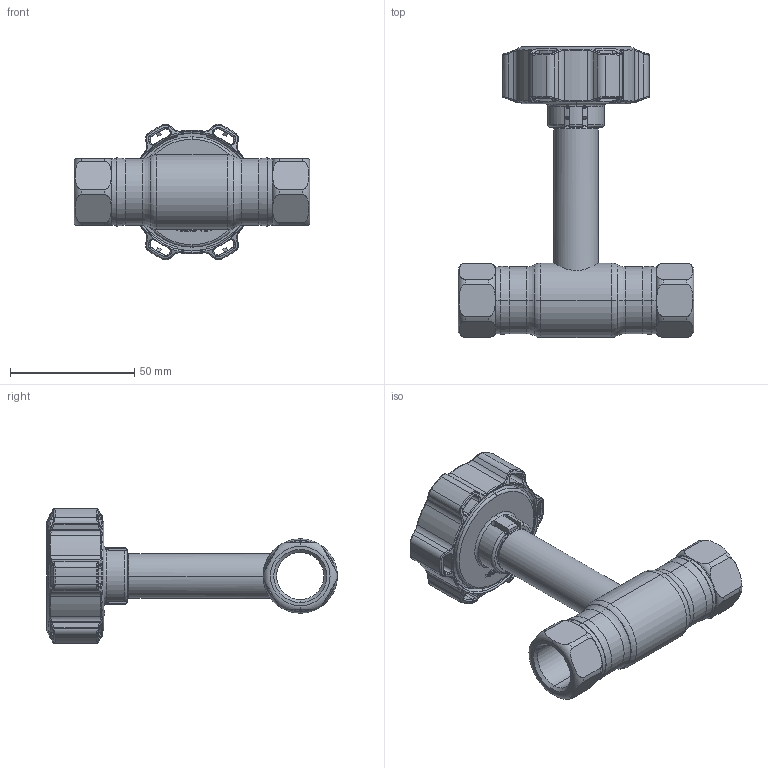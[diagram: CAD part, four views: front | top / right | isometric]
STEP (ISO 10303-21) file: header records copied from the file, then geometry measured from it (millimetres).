
FILE_DESCRIPTION (( 'STEP AP214' ), '1' );
FILE_NAME ('2015002001-0200.step', '2023-12-18T09:55:14', ( '' ), ( '' ), 'SwSTEP 2.0', 'SolidWorks 2021', '' );
FILE_SCHEMA (( 'AUTOMOTIVE_DESIGN' ));
Length unit declared in the file: millimetre
Products named in the file (1): 2015002001-0200
Bounding box: 95 x 117.3 x 54.57 mm (x, y, z)
Surface area: 28785.3 mm2 (no closed solid volume)
Topology: 0 solids, 8 shells, 584 faces, 1626 edges, 1032 vertices
Faces by surface type: bspline 184, cylinder 138, plane 107, torus 105, cone 50
Entity records: 35263 total; most frequent: CARTESIAN_POINT 15547, ORIENTED_EDGE 2975, DIRECTION 2354, EDGE_CURVE 1626, VERTEX_POINT 1032, AXIS2_PLACEMENT_3D 953, EDGE_LOOP 617, B_SPLINE_CURVE_WITH_KNOTS 596
